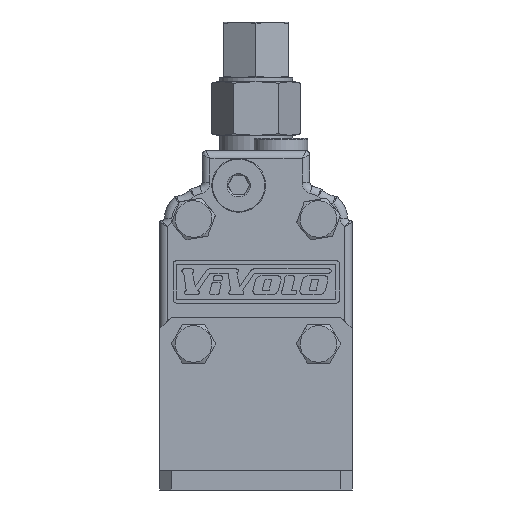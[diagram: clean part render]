
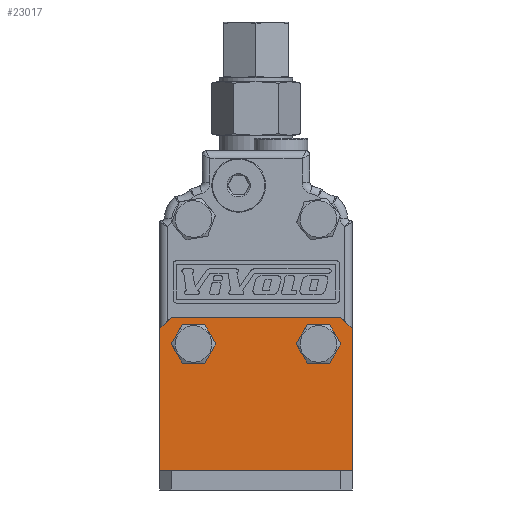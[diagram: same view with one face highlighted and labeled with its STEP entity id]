
A CAD part, front view. The second image highlights one B-rep face of the part: STEP entity #23017.
In plain terms, the highlighted planar face has unit normal (0, -1, 0).
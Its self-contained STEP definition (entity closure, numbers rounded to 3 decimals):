
#712=CIRCLE('',#24096,5.);
#713=CIRCLE('',#24098,5.);
#2694=ORIENTED_EDGE('',*,*,#7012,.T.);
#2695=ORIENTED_EDGE('',*,*,#7076,.T.);
#2696=ORIENTED_EDGE('',*,*,#7077,.T.);
#2697=ORIENTED_EDGE('',*,*,#7078,.F.);
#2698=ORIENTED_EDGE('',*,*,#7068,.F.);
#2699=ORIENTED_EDGE('',*,*,#7079,.T.);
#2700=ORIENTED_EDGE('',*,*,#7080,.T.);
#2701=ORIENTED_EDGE('',*,*,#7011,.T.);
#7011=EDGE_CURVE('',#9295,#9295,#712,.T.);
#7012=EDGE_CURVE('',#9296,#9296,#713,.T.);
#7068=EDGE_CURVE('',#9331,#9332,#10914,.T.);
#7076=EDGE_CURVE('',#9333,#9334,#10916,.T.);
#7077=EDGE_CURVE('',#9334,#9335,#10917,.T.);
#7078=EDGE_CURVE('',#9332,#9335,#10918,.T.);
#7079=EDGE_CURVE('',#9331,#9336,#10919,.T.);
#7080=EDGE_CURVE('',#9336,#9333,#10920,.F.);
#9295=VERTEX_POINT('',#32668);
#9296=VERTEX_POINT('',#32671);
#9331=VERTEX_POINT('',#32785);
#9332=VERTEX_POINT('',#32787);
#9333=VERTEX_POINT('',#32803);
#9334=VERTEX_POINT('',#32804);
#9335=VERTEX_POINT('',#32806);
#9336=VERTEX_POINT('',#32809);
#10914=LINE('',#32786,#12261);
#10916=LINE('',#32802,#12263);
#10917=LINE('',#32805,#12264);
#10918=LINE('',#32807,#12265);
#10919=LINE('',#32808,#12266);
#10920=LINE('',#32810,#12267);
#12261=VECTOR('',#26687,1000.);
#12263=VECTOR('',#26715,1000.);
#12264=VECTOR('',#26716,1000.);
#12265=VECTOR('',#26717,1000.);
#12266=VECTOR('',#26718,1000.);
#12267=VECTOR('',#26719,1000.);
#13480=EDGE_LOOP('',(#2694));
#13481=EDGE_LOOP('',(#2695,#2696,#2697,#2698,#2699,#2700));
#13482=EDGE_LOOP('',(#2701));
#14581=FACE_BOUND('',#13480,.T.);
#14582=FACE_BOUND('',#13481,.T.);
#14583=FACE_BOUND('',#13482,.T.);
#15593=PLANE('',#24141);
#23017=ADVANCED_FACE('',(#14581,#14582,#14583),#15593,.T.);
#24096=AXIS2_PLACEMENT_3D('',#32667,#26572,#26573);
#24098=AXIS2_PLACEMENT_3D('',#32670,#26576,#26577);
#24141=AXIS2_PLACEMENT_3D('',#32801,#26713,#26714);
#26572=DIRECTION('',(0.,1.,0.));
#26573=DIRECTION('',(-1.,0.,0.));
#26576=DIRECTION('',(0.,1.,0.));
#26577=DIRECTION('',(-1.,0.,0.));
#26687=DIRECTION('',(-1.,0.,0.));
#26713=DIRECTION('',(0.,-1.,0.));
#26714=DIRECTION('',(0.,0.,1.));
#26715=DIRECTION('',(-1.,0.,0.));
#26716=DIRECTION('',(-0.707,0.,-0.707));
#26717=DIRECTION('',(0.,0.,1.));
#26718=DIRECTION('',(0.,0.,1.));
#26719=DIRECTION('',(0.707,0.,-0.707));
#32667=CARTESIAN_POINT('',(-16.25,-5.,-16.25));
#32668=CARTESIAN_POINT('',(-21.25,-5.,-16.25));
#32670=CARTESIAN_POINT('',(16.25,-5.,-16.25));
#32671=CARTESIAN_POINT('',(11.25,-5.,-16.25));
#32785=CARTESIAN_POINT('',(25.,-5.,-49.25));
#32786=CARTESIAN_POINT('',(25.,-5.,-49.25));
#32787=CARTESIAN_POINT('',(-25.,-5.,-49.25));
#32801=CARTESIAN_POINT('',(25.,-5.,-49.25));
#32802=CARTESIAN_POINT('',(25.,-5.,-9.25));
#32803=CARTESIAN_POINT('',(22.,-5.,-9.25));
#32804=CARTESIAN_POINT('',(-22.,-5.,-9.25));
#32805=CARTESIAN_POINT('',(-18.5,-5.,-5.75));
#32806=CARTESIAN_POINT('',(-25.,-5.,-12.25));
#32807=CARTESIAN_POINT('',(-25.,-5.,-49.25));
#32808=CARTESIAN_POINT('',(25.,-5.,-49.25));
#32809=CARTESIAN_POINT('',(25.,-5.,-12.25));
#32810=CARTESIAN_POINT('',(43.5,-5.,-30.75));
